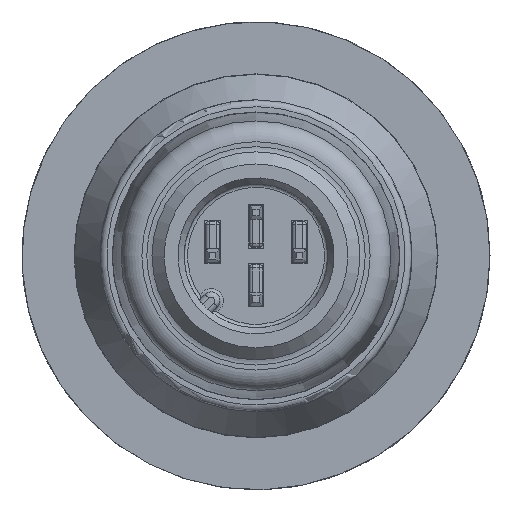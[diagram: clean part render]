
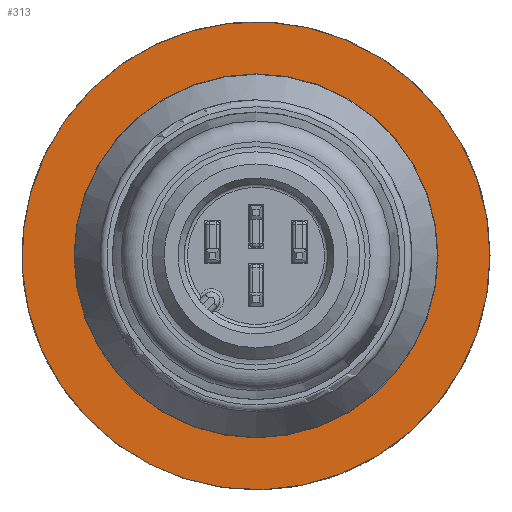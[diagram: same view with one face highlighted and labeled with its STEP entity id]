
A CAD part, front view. The second image highlights one B-rep face of the part: STEP entity #313.
In plain terms, the highlighted planar face has unit normal (0, -1, 0).
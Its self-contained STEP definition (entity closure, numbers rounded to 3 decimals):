
#313 = ADVANCED_FACE( '', ( #758, #759 ), #760, .T. );
#758 = FACE_BOUND( '', #1340, .T. );
#759 = FACE_OUTER_BOUND( '', #1341, .T. );
#760 = PLANE( '', #1342 );
#1340 = EDGE_LOOP( '', ( #2292 ) );
#1341 = EDGE_LOOP( '', ( #2293 ) );
#1342 = AXIS2_PLACEMENT_3D( '', #2294, #2295, #2296 );
#2292 = ORIENTED_EDGE( '', *, *, #3536, .T. );
#2293 = ORIENTED_EDGE( '', *, *, #3578, .F. );
#2294 = CARTESIAN_POINT( '', ( 0., -28.55, 0. ) );
#2295 = DIRECTION( '', ( 0., -1., 0. ) );
#2296 = DIRECTION( '', ( 0., 0., -1. ) );
#3536 = EDGE_CURVE( '', #4288, #4288, #4289, .T. );
#3578 = EDGE_CURVE( '', #4358, #4358, #4359, .T. );
#4288 = VERTEX_POINT( '', #5366 );
#4289 = CIRCLE( '', #5367, 10.5 );
#4358 = VERTEX_POINT( '', #5552 );
#4359 = CIRCLE( '', #5553, 13.5 );
#5366 = CARTESIAN_POINT( '', ( 0., -28.55, 10.5 ) );
#5367 = AXIS2_PLACEMENT_3D( '', #6416, #6417, #6418 );
#5552 = CARTESIAN_POINT( '', ( 13.5, -28.55, 0. ) );
#5553 = AXIS2_PLACEMENT_3D( '', #6467, #6468, #6469 );
#6416 = CARTESIAN_POINT( '', ( 0., -28.55, 0. ) );
#6417 = DIRECTION( '', ( 0., 1., 0. ) );
#6418 = DIRECTION( '', ( 0., 0., 1. ) );
#6467 = CARTESIAN_POINT( '', ( 0., -28.55, 0. ) );
#6468 = DIRECTION( '', ( 0., 1., 0. ) );
#6469 = DIRECTION( '', ( 1., 0., 0. ) );
